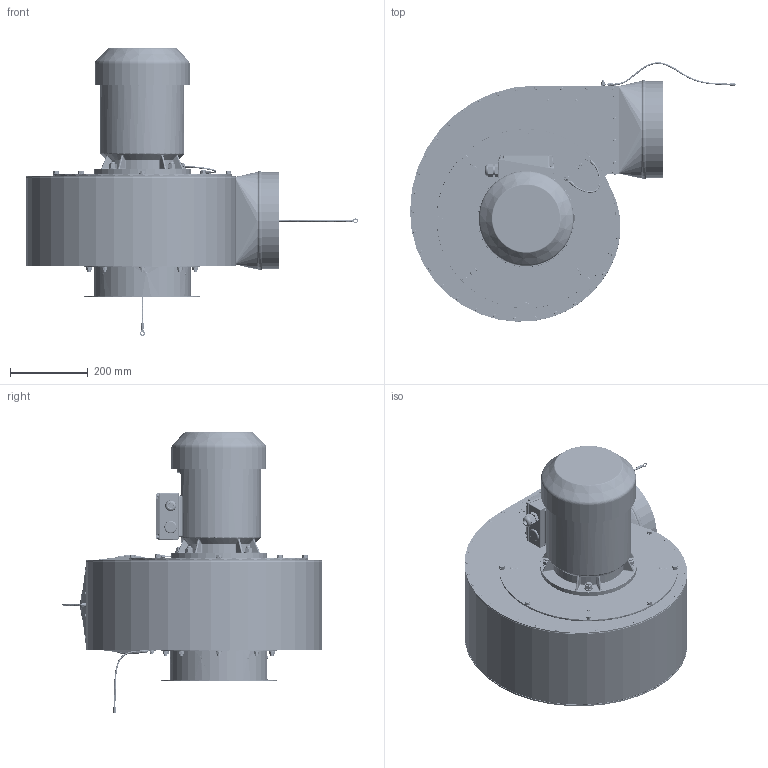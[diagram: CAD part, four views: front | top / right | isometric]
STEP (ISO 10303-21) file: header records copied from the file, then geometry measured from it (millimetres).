
FILE_DESCRIPTION(/* description */ ('888W07 WPA-10-E-N/Ex','CAx-IF Rec.Pracs.---Representation and Presentation of Product Manufacturing Information (PMI)---4.0---2014-10-13'),/* implementation_level */ '2;1');
FILE_NAME(/* name */ '888W07 WPA-10-E-N_Ex.stp',/* time_stamp */ '2022-05-09T10:11:19+02:00',/* author */ ('b.kitowicz'),/* organization */ ('KLIMAWENT S.A.'),/* preprocessor_version */ 'ST-DEVELOPER v18.1',/* originating_system */ 'Autodesk Inventor 2021',/* authorisation */ '');
FILE_SCHEMA (('AP242_MANAGED_MODEL_BASED_3D_ENGINEERING_MIM_LF { 1 0 10303 442 1 1 4 }'));
Length unit declared in the file: millimetre
Products named in the file (1): ~~
Bounding box: 855.73 x 668.54 x 741.02 mm (x, y, z)
Volume: 13582909.9 mm3; surface area: 3031024.8 mm2
Topology: 28 solids, 30 shells, 7941 faces, 19838 edges, 12670 vertices
Faces by surface type: plane 3832, cylinder 1943, bspline 1425, torus 532, cone 181, sphere 28
Full cylindrical faces by diameter (mm): 3 x28, 3.2 x7, 3.4 x14, 4 x99, 4.1 x3, 4.2 x82, 4.3 x8, 4.4 x8, 4.5 x6, 5.5 x6, 6 x12, 6.1 x2, 6.4 x2, 6.5 x19, 7 x3, 7.5 x3, 8 x121, 8.376 x1, 8.4 x2, 8.5 x10, 8.8 x8, 9 x16, 10.9 x8, 11.63 x9, 12 x8, 13 x5, 15 x6, 16.63 x4, 24 x1, 28 x2
Entity records: 273072 total; most frequent: CARTESIAN_POINT 80835, ORIENTED_EDGE 39674, DIRECTION 35885, EDGE_CURVE 19839, AXIS2_PLACEMENT_3D 12885, VERTEX_POINT 12698, LINE 10115, VECTOR 10115
